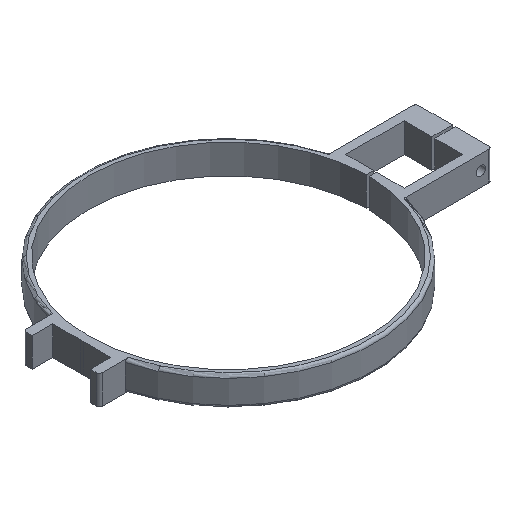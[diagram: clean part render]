
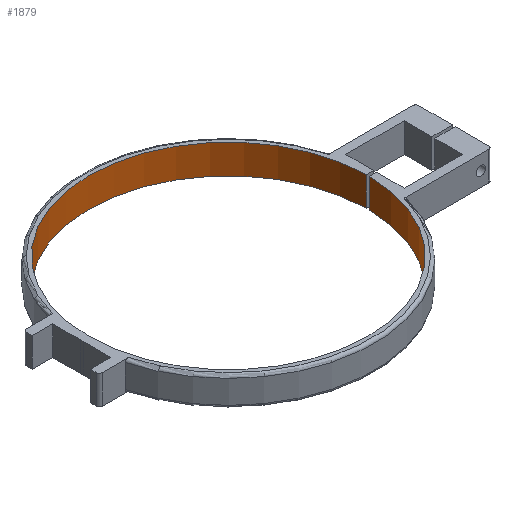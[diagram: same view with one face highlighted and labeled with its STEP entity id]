
A CAD part, isometric view. The second image highlights one B-rep face of the part: STEP entity #1879.
In plain terms, the highlighted cylindrical face has radius 47.75 mm (diameter 95.5 mm), a partial arc.
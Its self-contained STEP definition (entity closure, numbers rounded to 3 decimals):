
#32 = PLANE('',#33);
#33 = AXIS2_PLACEMENT_3D('',#34,#35,#36);
#34 = CARTESIAN_POINT('',(11.469,0.,0.));
#35 = DIRECTION('',(0.,0.,1.));
#36 = DIRECTION('',(1.,0.,0.));
#771 = VERTEX_POINT('',#772);
#772 = CARTESIAN_POINT('',(47.747,-0.5,0.));
#786 = PLANE('',#787);
#787 = AXIS2_PLACEMENT_3D('',#788,#789,#790);
#788 = CARTESIAN_POINT('',(50.25,-0.5,0.));
#789 = DIRECTION('',(0.,-1.,0.));
#790 = DIRECTION('',(-1.,0.,0.));
#798 = EDGE_CURVE('',#799,#771,#801,.T.);
#799 = VERTEX_POINT('',#800);
#800 = CARTESIAN_POINT('',(47.747,0.5,0.));
#801 = SURFACE_CURVE('',#802,(#807,#814),.PCURVE_S1.);
#802 = CIRCLE('',#803,47.75);
#803 = AXIS2_PLACEMENT_3D('',#804,#805,#806);
#804 = CARTESIAN_POINT('',(0.,0.,0.));
#805 = DIRECTION('',(0.,0.,1.));
#806 = DIRECTION('',(1.,0.,0.));
#807 = PCURVE('',#32,#808);
#808 = DEFINITIONAL_REPRESENTATION('',(#809),#813);
#809 = CIRCLE('',#810,47.75);
#810 = AXIS2_PLACEMENT_2D('',#811,#812);
#811 = CARTESIAN_POINT('',(-11.469,0.));
#812 = DIRECTION('',(1.,0.));
#813 = ( GEOMETRIC_REPRESENTATION_CONTEXT(2) 
PARAMETRIC_REPRESENTATION_CONTEXT() REPRESENTATION_CONTEXT('2D SPACE',''
  ) );
#814 = PCURVE('',#815,#820);
#815 = CYLINDRICAL_SURFACE('',#816,47.75);
#816 = AXIS2_PLACEMENT_3D('',#817,#818,#819);
#817 = CARTESIAN_POINT('',(0.,0.,0.));
#818 = DIRECTION('',(-0.,-0.,-1.));
#819 = DIRECTION('',(1.,0.,0.));
#820 = DEFINITIONAL_REPRESENTATION('',(#821),#825);
#821 = LINE('',#822,#823);
#822 = CARTESIAN_POINT('',(-0.,0.));
#823 = VECTOR('',#824,1.);
#824 = DIRECTION('',(-1.,0.));
#825 = ( GEOMETRIC_REPRESENTATION_CONTEXT(2) 
PARAMETRIC_REPRESENTATION_CONTEXT() REPRESENTATION_CONTEXT('2D SPACE',''
  ) );
#843 = PLANE('',#844);
#844 = AXIS2_PLACEMENT_3D('',#845,#846,#847);
#845 = CARTESIAN_POINT('',(50.25,0.5,0.));
#846 = DIRECTION('',(0.,-1.,0.));
#847 = DIRECTION('',(-1.,0.,0.));
#1008 = PLANE('',#1009);
#1009 = AXIS2_PLACEMENT_3D('',#1010,#1011,#1012);
#1010 = CARTESIAN_POINT('',(11.469,0.,10.));
#1011 = DIRECTION('',(0.,0.,1.));
#1012 = DIRECTION('',(1.,0.,0.));
#1836 = VERTEX_POINT('',#1837);
#1837 = CARTESIAN_POINT('',(47.747,0.5,10.));
#1858 = EDGE_CURVE('',#799,#1836,#1859,.T.);
#1859 = SURFACE_CURVE('',#1860,(#1864,#1871),.PCURVE_S1.);
#1860 = LINE('',#1861,#1862);
#1861 = CARTESIAN_POINT('',(47.747,0.5,0.));
#1862 = VECTOR('',#1863,1.);
#1863 = DIRECTION('',(0.,0.,1.));
#1864 = PCURVE('',#843,#1865);
#1865 = DEFINITIONAL_REPRESENTATION('',(#1866),#1870);
#1866 = LINE('',#1867,#1868);
#1867 = CARTESIAN_POINT('',(2.503,0.));
#1868 = VECTOR('',#1869,1.);
#1869 = DIRECTION('',(0.,-1.));
#1870 = ( GEOMETRIC_REPRESENTATION_CONTEXT(2) 
PARAMETRIC_REPRESENTATION_CONTEXT() REPRESENTATION_CONTEXT('2D SPACE',''
  ) );
#1871 = PCURVE('',#815,#1872);
#1872 = DEFINITIONAL_REPRESENTATION('',(#1873),#1877);
#1873 = LINE('',#1874,#1875);
#1874 = CARTESIAN_POINT('',(-0.01,0.));
#1875 = VECTOR('',#1876,1.);
#1876 = DIRECTION('',(-0.,-1.));
#1877 = ( GEOMETRIC_REPRESENTATION_CONTEXT(2) 
PARAMETRIC_REPRESENTATION_CONTEXT() REPRESENTATION_CONTEXT('2D SPACE',''
  ) );
#1879 = ADVANCED_FACE('',(#1880),#815,.F.);
#1880 = FACE_BOUND('',#1881,.T.);
#1881 = EDGE_LOOP('',(#1882,#1883,#1907,#1928));
#1882 = ORIENTED_EDGE('',*,*,#1858,.T.);
#1883 = ORIENTED_EDGE('',*,*,#1884,.T.);
#1884 = EDGE_CURVE('',#1836,#1885,#1887,.T.);
#1885 = VERTEX_POINT('',#1886);
#1886 = CARTESIAN_POINT('',(47.747,-0.5,10.));
#1887 = SURFACE_CURVE('',#1888,(#1893,#1900),.PCURVE_S1.);
#1888 = CIRCLE('',#1889,47.75);
#1889 = AXIS2_PLACEMENT_3D('',#1890,#1891,#1892);
#1890 = CARTESIAN_POINT('',(0.,0.,10.));
#1891 = DIRECTION('',(0.,0.,1.));
#1892 = DIRECTION('',(1.,0.,0.));
#1893 = PCURVE('',#815,#1894);
#1894 = DEFINITIONAL_REPRESENTATION('',(#1895),#1899);
#1895 = LINE('',#1896,#1897);
#1896 = CARTESIAN_POINT('',(-0.,-10.));
#1897 = VECTOR('',#1898,1.);
#1898 = DIRECTION('',(-1.,0.));
#1899 = ( GEOMETRIC_REPRESENTATION_CONTEXT(2) 
PARAMETRIC_REPRESENTATION_CONTEXT() REPRESENTATION_CONTEXT('2D SPACE',''
  ) );
#1900 = PCURVE('',#1008,#1901);
#1901 = DEFINITIONAL_REPRESENTATION('',(#1902),#1906);
#1902 = CIRCLE('',#1903,47.75);
#1903 = AXIS2_PLACEMENT_2D('',#1904,#1905);
#1904 = CARTESIAN_POINT('',(-11.469,0.));
#1905 = DIRECTION('',(1.,0.));
#1906 = ( GEOMETRIC_REPRESENTATION_CONTEXT(2) 
PARAMETRIC_REPRESENTATION_CONTEXT() REPRESENTATION_CONTEXT('2D SPACE',''
  ) );
#1907 = ORIENTED_EDGE('',*,*,#1908,.F.);
#1908 = EDGE_CURVE('',#771,#1885,#1909,.T.);
#1909 = SURFACE_CURVE('',#1910,(#1914,#1921),.PCURVE_S1.);
#1910 = LINE('',#1911,#1912);
#1911 = CARTESIAN_POINT('',(47.747,-0.5,0.));
#1912 = VECTOR('',#1913,1.);
#1913 = DIRECTION('',(0.,0.,1.));
#1914 = PCURVE('',#815,#1915);
#1915 = DEFINITIONAL_REPRESENTATION('',(#1916),#1920);
#1916 = LINE('',#1917,#1918);
#1917 = CARTESIAN_POINT('',(-6.273,0.));
#1918 = VECTOR('',#1919,1.);
#1919 = DIRECTION('',(-0.,-1.));
#1920 = ( GEOMETRIC_REPRESENTATION_CONTEXT(2) 
PARAMETRIC_REPRESENTATION_CONTEXT() REPRESENTATION_CONTEXT('2D SPACE',''
  ) );
#1921 = PCURVE('',#786,#1922);
#1922 = DEFINITIONAL_REPRESENTATION('',(#1923),#1927);
#1923 = LINE('',#1924,#1925);
#1924 = CARTESIAN_POINT('',(2.503,0.));
#1925 = VECTOR('',#1926,1.);
#1926 = DIRECTION('',(0.,-1.));
#1927 = ( GEOMETRIC_REPRESENTATION_CONTEXT(2) 
PARAMETRIC_REPRESENTATION_CONTEXT() REPRESENTATION_CONTEXT('2D SPACE',''
  ) );
#1928 = ORIENTED_EDGE('',*,*,#798,.F.);
